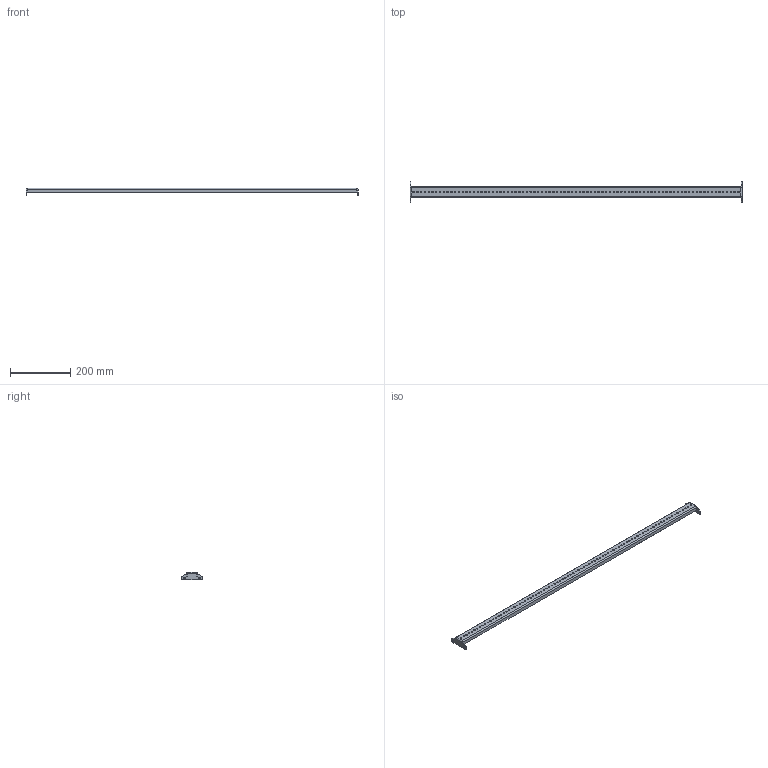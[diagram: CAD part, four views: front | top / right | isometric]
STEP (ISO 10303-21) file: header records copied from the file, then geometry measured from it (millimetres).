
FILE_DESCRIPTION (( 'STEP AP214' ), '1' );
FILE_NAME ('944.120.R.STEP', '2024-08-26T10:08:00', ( '' ), ( '' ), 'SwSTEP 2.0', 'SolidWorks 2021', '' );
FILE_SCHEMA (( 'AUTOMOTIVE_DESIGN' ));
Length unit declared in the file: millimetre
Products named in the file (1): 944.120.R
Bounding box: 1099 x 70.6 x 26 mm (x, y, z)
Volume: 134607.9 mm3; surface area: 142316.4 mm2
Topology: 1 solids, 1 shells, 238 faces, 692 edges, 456 vertices
Faces by surface type: cylinder 202, plane 36
Entity records: 8474 total; most frequent: DIRECTION 1574, CARTESIAN_POINT 1399, ORIENTED_EDGE 1384, EDGE_CURVE 692, AXIS2_PLACEMENT_3D 647, VERTEX_POINT 456, EDGE_LOOP 420, CIRCLE 408
